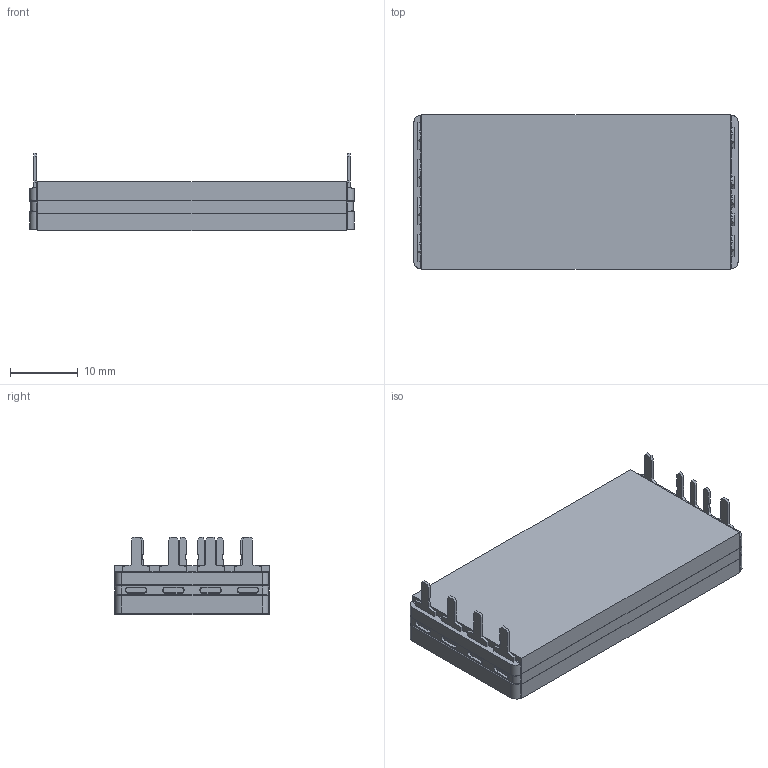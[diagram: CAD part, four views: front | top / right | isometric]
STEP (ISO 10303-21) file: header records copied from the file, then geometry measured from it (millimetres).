
FILE_DESCRIPTION(/* description */ (''),/* implementation_level */ '2;1');
FILE_NAME(/* name */ '40258.step',/* time_stamp */ '2018-11-04T22:43:16-05:00',/* author */ (''),/* organization */ (''),/* preprocessor_version */ 'ST-DEVELOPER v17.2',/* originating_system */ 'Autodesk Translation Framework v7.6.0.251',/* authorisation */ '');
FILE_SCHEMA (('AUTOMOTIVE_DESIGN { 1 0 10303 214 3 1 1 }'));
Length unit declared in the file: millimetre
Products named in the file (28): 40258; 40343_40333-01; 40324; Copy of MOLDBODY2_VENTED_TERMINAL_BLOCK_OUTPUT_23FAMILY_SMD; 40322; 40343_40333-02; 40324 (1); Copy of MOLDBODY2_VENTED_TERMINAL_BLOCK_INPUT_23FAMILY_SMD; 40322 (1); 4623 MOLD BODY_legacy stackup; Copy of MOLDBODY_UPPER^4623 MOLD BODY_post lapped; Copy of MOLDBODY_LOWER^4623 MOLD BODY_post lapped; Copy of legacy stackup^4623 MOLD BODY; Copy of Copy of LAMINATE_CAVITY^Copy of legacy stackup_4623 MOLD BODY; Copy of Copy of LAYER_04^Copy of legacy stackup_4623 MOLD BODY; Copy of Copy of LAYER_05^Copy of legacy stackup_4623 MOLD BODY; Copy of Copy of LAYER_06^Copy of legacy stackup_4623 MOLD BODY; Copy of Copy of LAYER_07^Copy of legacy stackup_4623 MOLD BODY; Copy of Copy of LAYER_08^Copy of legacy stackup_4623 MOLD BODY; Copy of Copy of LAYER_09^Copy of legacy stackup_4623 MOLD BODY; Copy of Copy of LAYER_10^Copy of legacy stackup_4623 MOLD BODY; Copy of Copy of LAYER_11^Copy of legacy stackup_4623 MOLD BODY; Copy of Copy of LAYER_02^Copy of legacy stackup_4623 MOLD BODY; Copy of Copy of LAYER_01^Copy of legacy stackup_4623 MOLD BODY; Copy of Copy of LAYER_12^Copy of legacy stackup_4623 MOLD BODY; Copy of Copy of LAYER_13^Copy of legacy stackup_4623 MOLD BODY; Copy of Copy of LAYER_03^Copy of legacy stackup_4623 MOLD BODY; Copy of Copy of LAYER_14^Copy of legacy stackup_4623 MOLD BODY
Assembly tree (27 placements, depth 4):
  40258
    40343_40333-01
      40324
        Copy of MOLDBODY2_VENTED_TERMINAL_BLOCK_OUTPUT_23FAMILY_SMD
        40322
    40343_40333-02
      40324 (1)
        Copy of MOLDBODY2_VENTED_TERMINAL_BLOCK_INPUT_23FAMILY_SMD
        40322 (1)
    4623 MOLD BODY_legacy stackup
      Copy of MOLDBODY_UPPER^4623 MOLD BODY_post lapped
      Copy of MOLDBODY_LOWER^4623 MOLD BODY_post lapped
      Copy of legacy stackup^4623 MOLD BODY
        Copy of Copy of LAMINATE_CAVITY^Copy of legacy stackup_4623 MOLD BODY
        Copy of Copy of LAYER_04^Copy of legacy stackup_4623 MOLD BODY
        Copy of Copy of LAYER_05^Copy of legacy stackup_4623 MOLD BODY
        Copy of Copy of LAYER_06^Copy of legacy stackup_4623 MOLD BODY
        Copy of Copy of LAYER_07^Copy of legacy stackup_4623 MOLD BODY
        Copy of Copy of LAYER_08^Copy of legacy stackup_4623 MOLD BODY
        Copy of Copy of LAYER_09^Copy of legacy stackup_4623 MOLD BODY
        Copy of Copy of LAYER_10^Copy of legacy stackup_4623 MOLD BODY
        Copy of Copy of LAYER_11^Copy of legacy stackup_4623 MOLD BODY
        Copy of Copy of LAYER_02^Copy of legacy stackup_4623 MOLD BODY
        Copy of Copy of LAYER_01^Copy of legacy stackup_4623 MOLD BODY
        Copy of Copy of LAYER_12^Copy of legacy stackup_4623 MOLD BODY
        Copy of Copy of LAYER_13^Copy of legacy stackup_4623 MOLD BODY
        Copy of Copy of LAYER_03^Copy of legacy stackup_4623 MOLD BODY
        Copy of Copy of LAYER_14^Copy of legacy stackup_4623 MOLD BODY
Bounding box: 47.91 x 22.8 x 11.43 mm (x, y, z)
Volume: 8005.1 mm3; surface area: 59873.1 mm2
Topology: 28 solids, 28 shells, 1344 faces, 4068 edges, 2682 vertices
Faces by surface type: plane 1302, cone 18, cylinder 16, torus 8
Entity records: 46133 total; most frequent: CARTESIAN_POINT 8325, ORIENTED_EDGE 8136, DIRECTION 6910, EDGE_CURVE 4068, LINE 3992, VECTOR 3992, VERTEX_POINT 2682, EDGE_LOOP 1474
